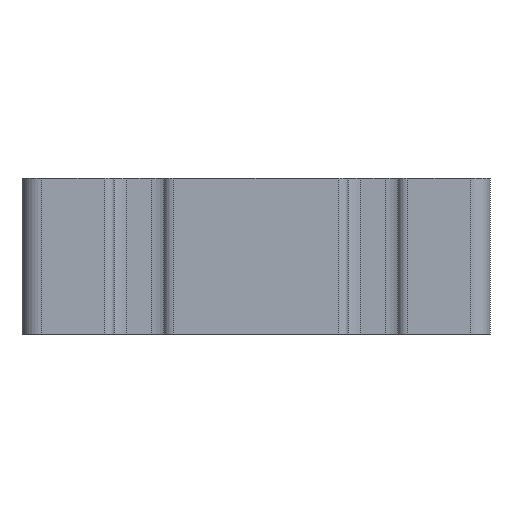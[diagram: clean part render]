
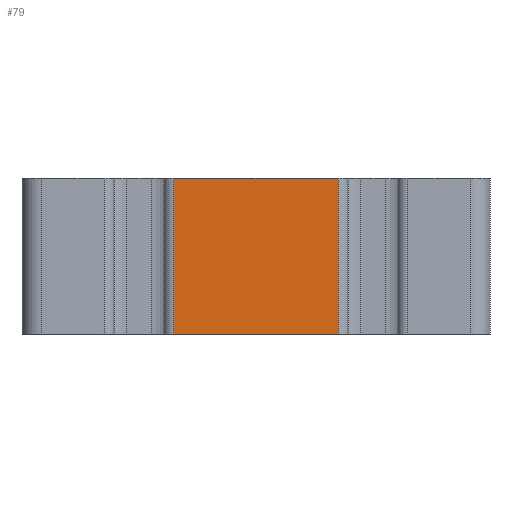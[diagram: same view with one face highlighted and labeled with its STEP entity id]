
A CAD part, left-side view. The second image highlights one B-rep face of the part: STEP entity #79.
In plain terms, the highlighted planar face has unit normal (-1, 0, 0).
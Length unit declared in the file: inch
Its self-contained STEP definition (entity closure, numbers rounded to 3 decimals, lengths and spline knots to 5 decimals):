
#79 = ADVANCED_FACE( '', ( #350 ), #351, .T. );
#350 = FACE_OUTER_BOUND( '', #892, .T. );
#351 = PLANE( '', #893 );
#892 = EDGE_LOOP( '', ( #1454, #1455, #1456, #1457 ) );
#893 = AXIS2_PLACEMENT_3D( '', #1458, #1459, #1460 );
#1454 = ORIENTED_EDGE( '', *, *, #3822, .F. );
#1455 = ORIENTED_EDGE( '', *, *, #3821, .F. );
#1456 = ORIENTED_EDGE( '', *, *, #3823, .T. );
#1457 = ORIENTED_EDGE( '', *, *, #3824, .T. );
#1458 = CARTESIAN_POINT( '', ( -1.5, 0.528, -1. ) );
#1459 = DIRECTION( '', ( -1., 0., 0. ) );
#1460 = DIRECTION( '', ( 0., 0., 1. ) );
#3821 = EDGE_CURVE( '', #4623, #4619, #4625, .T. );
#3822 = EDGE_CURVE( '', #4619, #4626, #4627, .T. );
#3823 = EDGE_CURVE( '', #4623, #4628, #4629, .T. );
#3824 = EDGE_CURVE( '', #4628, #4626, #4630, .T. );
#4619 = VERTEX_POINT( '', #5947 );
#4623 = VERTEX_POINT( '', #5952 );
#4625 = LINE( '', #5954, #5955 );
#4626 = VERTEX_POINT( '', #5956 );
#4627 = LINE( '', #5957, #5958 );
#4628 = VERTEX_POINT( '', #5959 );
#4629 = LINE( '', #5960, #5961 );
#4630 = LINE( '', #5962, #5963 );
#5947 = CARTESIAN_POINT( '', ( -1.5, 0.528, 0. ) );
#5952 = CARTESIAN_POINT( '', ( -1.5, 0.528, -1. ) );
#5954 = CARTESIAN_POINT( '', ( -1.5, 0.528, -1. ) );
#5955 = VECTOR( '', #7789, 39.37008 );
#5956 = CARTESIAN_POINT( '', ( -1.5, -0.528, 0. ) );
#5957 = CARTESIAN_POINT( '', ( -1.5, 0.528, 0. ) );
#5958 = VECTOR( '', #7790, 39.37008 );
#5959 = CARTESIAN_POINT( '', ( -1.5, -0.528, -1. ) );
#5960 = CARTESIAN_POINT( '', ( -1.5, 0.528, -1. ) );
#5961 = VECTOR( '', #7791, 39.37008 );
#5962 = CARTESIAN_POINT( '', ( -1.5, -0.528, -1. ) );
#5963 = VECTOR( '', #7792, 39.37008 );
#7789 = DIRECTION( '', ( 0., 0., 1. ) );
#7790 = DIRECTION( '', ( 0., -1., 0. ) );
#7791 = DIRECTION( '', ( 0., -1., 0. ) );
#7792 = DIRECTION( '', ( 0., 0., 1. ) );
